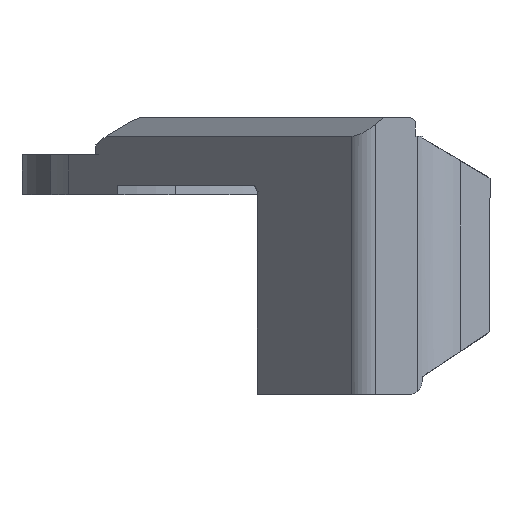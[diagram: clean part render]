
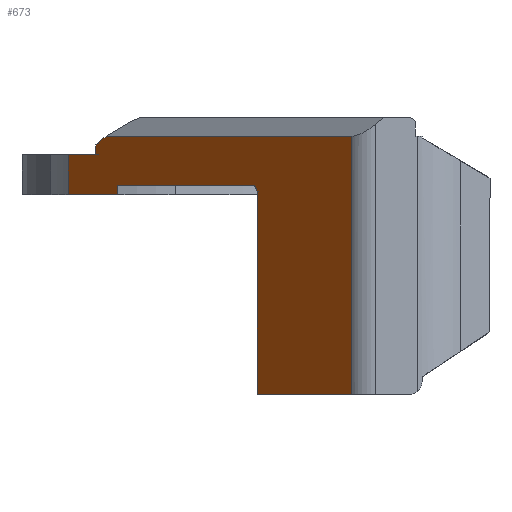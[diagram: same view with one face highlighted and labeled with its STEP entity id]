
A CAD part, left-side view. The second image highlights one B-rep face of the part: STEP entity #673.
In plain terms, the highlighted planar face has unit normal (-0.608, 0.794, 0).
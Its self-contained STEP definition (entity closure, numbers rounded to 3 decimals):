
#25 = EDGE_CURVE ( 'NONE', #633, #1977, #3034, .T. ) ;
#31 = VERTEX_POINT ( 'NONE', #2087 ) ;
#82 = CARTESIAN_POINT ( 'NONE',  ( -65.873, -7.686, -3.734 ) ) ;
#156 = ORIENTED_EDGE ( 'NONE', *, *, #1362, .T. ) ;
#191 = B_SPLINE_CURVE_WITH_KNOTS ( 'NONE', 3,
 ( #931, #3113, #3095, #1170, #2286, #2393, #1898, #2042, #1319 ),
 .UNSPECIFIED., .F., .F.,
 ( 4, 1, 2, 2, 4 ),
 ( 0., 0.346, 0.433, 0.52, 0.693 ),
 .UNSPECIFIED. ) ;
#203 = DIRECTION ( 'NONE',  ( 0.794, 0.608, 0. ) ) ;
#229 = DIRECTION ( 'NONE',  ( 0., 0., 1. ) ) ;
#275 = CARTESIAN_POINT ( 'NONE',  ( -25.803, 23.027, -4.5 ) ) ;
#306 = CARTESIAN_POINT ( 'NONE',  ( -65.784, -7.617, -3.473 ) ) ;
#320 = DIRECTION ( 'NONE',  ( -0.608, 0.794, 0. ) ) ;
#328 = ORIENTED_EDGE ( 'NONE', *, *, #1768, .F. ) ;
#359 = VERTEX_POINT ( 'NONE', #832 ) ;
#421 = LINE ( 'NONE', #927, #3123 ) ;
#494 = VECTOR ( 'NONE', #3011, 1000. ) ;
#527 = CARTESIAN_POINT ( 'NONE',  ( -85.919, -23.051, 2. ) ) ;
#551 = CARTESIAN_POINT ( 'NONE',  ( -85.919, -23.051, -37. ) ) ;
#597 = VECTOR ( 'NONE', #229, 1000. ) ;
#604 = VERTEX_POINT ( 'NONE', #941 ) ;
#633 = VERTEX_POINT ( 'NONE', #2957 ) ;
#673 = ADVANCED_FACE ( 'NONE', ( #1520 ), #2242, .T. ) ;
#718 = VERTEX_POINT ( 'NONE', #2275 ) ;
#761 = ORIENTED_EDGE ( 'NONE', *, *, #1418, .F. ) ;
#789 = ORIENTED_EDGE ( 'NONE', *, *, #1306, .F. ) ;
#799 = VECTOR ( 'NONE', #1696, 1000. ) ;
#832 = CARTESIAN_POINT ( 'NONE',  ( -85.919, -23.051, 5. ) ) ;
#864 = LINE ( 'NONE', #2606, #1049 ) ;
#903 = DIRECTION ( 'NONE',  ( 0., 0., -1. ) ) ;
#927 = CARTESIAN_POINT ( 'NONE',  ( -65.873, -7.686, -3. ) ) ;
#931 = CARTESIAN_POINT ( 'NONE',  ( -33.821, 16.882, 5. ) ) ;
#941 = CARTESIAN_POINT ( 'NONE',  ( -33.821, 16.882, 5. ) ) ;
#987 = AXIS2_PLACEMENT_3D ( 'NONE', #2289, #320, #2927 ) ;
#1039 = VERTEX_POINT ( 'NONE', #2521 ) ;
#1049 = VECTOR ( 'NONE', #1832, 1000. ) ;
#1062 = LINE ( 'NONE', #2974, #1811 ) ;
#1065 = ORIENTED_EDGE ( 'NONE', *, *, #1113, .T. ) ;
#1075 = CARTESIAN_POINT ( 'NONE',  ( -31.602, 18.582, 2. ) ) ;
#1076 = CARTESIAN_POINT ( 'NONE',  ( -65.47, -7.377, -3.124 ) ) ;
#1088 = EDGE_CURVE ( 'NONE', #3129, #1039, #1825, .T. ) ;
#1113 = EDGE_CURVE ( 'NONE', #604, #718, #191, .T. ) ;
#1123 = VERTEX_POINT ( 'NONE', #1075 ) ;
#1170 = CARTESIAN_POINT ( 'NONE',  ( -32.532, 17.869, 4.143 ) ) ;
#1202 = VECTOR ( 'NONE', #2536, 1000. ) ;
#1241 = LINE ( 'NONE', #3126, #799 ) ;
#1306 = EDGE_CURVE ( 'NONE', #2397, #3129, #2005, .T. ) ;
#1319 = CARTESIAN_POINT ( 'NONE',  ( -31.602, 18.582, 3.568 ) ) ;
#1362 = EDGE_CURVE ( 'NONE', #359, #604, #864, .T. ) ;
#1418 = EDGE_CURVE ( 'NONE', #2729, #1977, #421, .T. ) ;
#1432 = CARTESIAN_POINT ( 'NONE',  ( -31.602, 18.582, 2. ) ) ;
#1520 = FACE_OUTER_BOUND ( 'NONE', #1964, .T. ) ;
#1562 = CARTESIAN_POINT ( 'NONE',  ( -85.919, -23.051, 163.809 ) ) ;
#1573 = B_SPLINE_CURVE_WITH_KNOTS ( 'NONE', 3,
 ( #1764, #2750, #2255, #1076, #2523, #306, #82, #2703 ),
 .UNSPECIFIED., .F., .F.,
 ( 4, 2, 2, 4 ),
 ( 0., 0., 0.001, 0.002 ),
 .UNSPECIFIED. ) ;
#1589 = ORIENTED_EDGE ( 'NONE', *, *, #1868, .F. ) ;
#1669 = LINE ( 'NONE', #1432, #597 ) ;
#1696 = DIRECTION ( 'NONE',  ( 0., 0., -1. ) ) ;
#1764 = CARTESIAN_POINT ( 'NONE',  ( -65.066, -7.067, -3. ) ) ;
#1768 = EDGE_CURVE ( 'NONE', #1123, #718, #1669, .T. ) ;
#1804 = VERTEX_POINT ( 'NONE', #275 ) ;
#1809 = EDGE_CURVE ( 'NONE', #31, #1804, #1241, .T. ) ;
#1811 = VECTOR ( 'NONE', #1996, 1000. ) ;
#1825 = LINE ( 'NONE', #3081, #1202 ) ;
#1832 = DIRECTION ( 'NONE',  ( 0.794, 0.608, 0. ) ) ;
#1868 = EDGE_CURVE ( 'NONE', #633, #1804, #1062, .T. ) ;
#1880 = DIRECTION ( 'NONE',  ( 0., 0., 1. ) ) ;
#1898 = CARTESIAN_POINT ( 'NONE',  ( -31.978, 18.294, 3.795 ) ) ;
#1923 = EDGE_CURVE ( 'NONE', #2729, #1039, #1573, .T. ) ;
#1964 = EDGE_LOOP ( 'NONE', ( #328, #2204, #2283, #1589, #2828, #761, #2041, #2698, #789, #2981, #156, #1065 ) ) ;
#1977 = VERTEX_POINT ( 'NONE', #2043 ) ;
#1992 = CARTESIAN_POINT ( 'NONE',  ( -85.919, -23.051, -37. ) ) ;
#1996 = DIRECTION ( 'NONE',  ( 0.794, 0.608, 0. ) ) ;
#2002 = VECTOR ( 'NONE', #903, 1000. ) ;
#2005 = LINE ( 'NONE', #551, #494 ) ;
#2041 = ORIENTED_EDGE ( 'NONE', *, *, #1923, .T. ) ;
#2042 = CARTESIAN_POINT ( 'NONE',  ( -31.79, 18.438, 3.68 ) ) ;
#2043 = CARTESIAN_POINT ( 'NONE',  ( -36.294, 14.986, -3. ) ) ;
#2087 = CARTESIAN_POINT ( 'NONE',  ( -25.803, 23.027, 2. ) ) ;
#2138 = CARTESIAN_POINT ( 'NONE',  ( -36.294, 14.986, -92.508 ) ) ;
#2204 = ORIENTED_EDGE ( 'NONE', *, *, #3103, .T. ) ;
#2242 = PLANE ( 'NONE',  #987 ) ;
#2255 = CARTESIAN_POINT ( 'NONE',  ( -65.275, -7.228, -3.025 ) ) ;
#2275 = CARTESIAN_POINT ( 'NONE',  ( -31.602, 18.582, 3.568 ) ) ;
#2283 = ORIENTED_EDGE ( 'NONE', *, *, #1809, .T. ) ;
#2286 = CARTESIAN_POINT ( 'NONE',  ( -32.351, 18.008, 4.028 ) ) ;
#2289 = CARTESIAN_POINT ( 'NONE',  ( -85.919, -23.051, 163.809 ) ) ;
#2393 = CARTESIAN_POINT ( 'NONE',  ( -32.263, 18.076, 3.973 ) ) ;
#2397 = VERTEX_POINT ( 'NONE', #1992 ) ;
#2408 = EDGE_CURVE ( 'NONE', #359, #2397, #2768, .T. ) ;
#2521 = CARTESIAN_POINT ( 'NONE',  ( -65.873, -7.686, -4. ) ) ;
#2523 = CARTESIAN_POINT ( 'NONE',  ( -65.559, -7.445, -3.198 ) ) ;
#2536 = DIRECTION ( 'NONE',  ( 0., 0., 1. ) ) ;
#2552 = CARTESIAN_POINT ( 'NONE',  ( -65.873, -7.686, -37. ) ) ;
#2606 = CARTESIAN_POINT ( 'NONE',  ( -85.919, -23.051, 5. ) ) ;
#2698 = ORIENTED_EDGE ( 'NONE', *, *, #1088, .F. ) ;
#2703 = CARTESIAN_POINT ( 'NONE',  ( -65.873, -7.686, -4. ) ) ;
#2729 = VERTEX_POINT ( 'NONE', #2741 ) ;
#2741 = CARTESIAN_POINT ( 'NONE',  ( -65.066, -7.067, -3. ) ) ;
#2750 = CARTESIAN_POINT ( 'NONE',  ( -65.171, -7.148, -3. ) ) ;
#2768 = LINE ( 'NONE', #1562, #2002 ) ;
#2814 = VECTOR ( 'NONE', #3001, 1000. ) ;
#2828 = ORIENTED_EDGE ( 'NONE', *, *, #25, .T. ) ;
#2927 = DIRECTION ( 'NONE',  ( -0.794, -0.608, 0. ) ) ;
#2928 = LINE ( 'NONE', #527, #2814 ) ;
#2957 = CARTESIAN_POINT ( 'NONE',  ( -36.294, 14.986, -4.5 ) ) ;
#2974 = CARTESIAN_POINT ( 'NONE',  ( -36.294, 14.986, -4.5 ) ) ;
#2981 = ORIENTED_EDGE ( 'NONE', *, *, #2408, .F. ) ;
#3001 = DIRECTION ( 'NONE',  ( 0.794, 0.608, 0. ) ) ;
#3011 = DIRECTION ( 'NONE',  ( 0.794, 0.608, 0. ) ) ;
#3034 = LINE ( 'NONE', #2138, #3111 ) ;
#3081 = CARTESIAN_POINT ( 'NONE',  ( -65.873, -7.686, -181.018 ) ) ;
#3095 = CARTESIAN_POINT ( 'NONE',  ( -32.986, 17.521, 4.434 ) ) ;
#3103 = EDGE_CURVE ( 'NONE', #1123, #31, #2928, .T. ) ;
#3111 = VECTOR ( 'NONE', #1880, 1000. ) ;
#3113 = CARTESIAN_POINT ( 'NONE',  ( -33.447, 17.168, 4.742 ) ) ;
#3123 = VECTOR ( 'NONE', #203, 1000. ) ;
#3126 = CARTESIAN_POINT ( 'NONE',  ( -25.803, 23.027, 163.809 ) ) ;
#3129 = VERTEX_POINT ( 'NONE', #2552 ) ;
